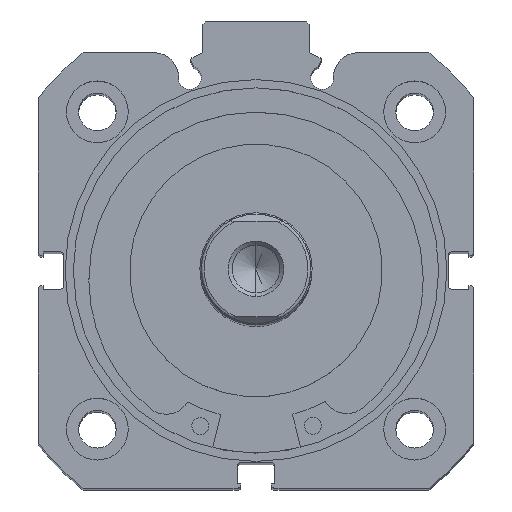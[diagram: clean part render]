
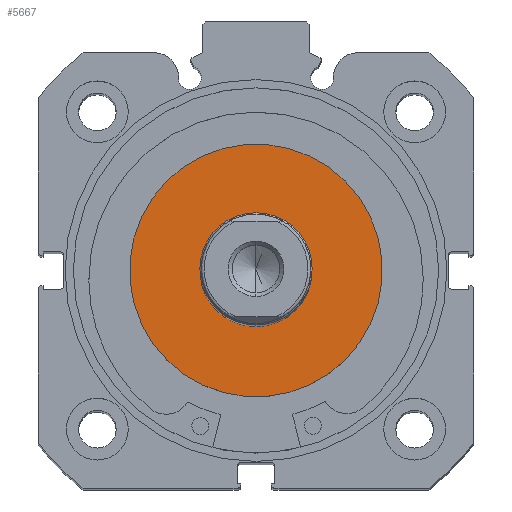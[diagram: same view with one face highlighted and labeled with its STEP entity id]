
A CAD part, top view. The second image highlights one B-rep face of the part: STEP entity #5667.
In plain terms, the highlighted face is planar.
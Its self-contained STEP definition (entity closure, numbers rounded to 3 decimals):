
#1061 = ORIENTED_EDGE ( 'NONE', *, *, #5936, .F. ) ;
#1063 = ORIENTED_EDGE ( 'NONE', *, *, #6306, .F. ) ;
#1079 = ORIENTED_EDGE ( 'NONE', *, *, #5821, .T. ) ;
#1080 = ORIENTED_EDGE ( 'NONE', *, *, #6188, .T. ) ;
#1207 = EDGE_LOOP ( 'NONE', ( #1061, #1063 ) ) ;
#1211 = EDGE_LOOP ( 'NONE', ( #1080, #1079 ) ) ;
#1601 = FACE_OUTER_BOUND ( 'NONE', #1211, .T. ) ;
#1930 = CIRCLE ( 'NONE', #6809, 22.5 ) ;
#2052 = CIRCLE ( 'NONE', #6831, 10. ) ;
#2259 = CIRCLE ( 'NONE', #6902, 22.5 ) ;
#2427 = CIRCLE ( 'NONE', #6963, 10. ) ;
#3117 = CARTESIAN_POINT ( 'NONE',  ( 0., 0., 0. ) ) ;
#3119 = DIRECTION ( 'NONE',  ( -1., 0., 0. ) ) ;
#3120 = DIRECTION ( 'NONE',  ( 0., 0., 1. ) ) ;
#3152 = CARTESIAN_POINT ( 'NONE',  ( 0., 0., -22.5 ) ) ;
#3406 = CARTESIAN_POINT ( 'NONE',  ( 0., 0., 0. ) ) ;
#3413 = DIRECTION ( 'NONE',  ( -1., 0., 0. ) ) ;
#3414 = DIRECTION ( 'NONE',  ( 0., 0., 1. ) ) ;
#3928 = CARTESIAN_POINT ( 'NONE',  ( 0., 0., 22.5 ) ) ;
#4252 = CARTESIAN_POINT ( 'NONE',  ( 0., 22.5, 0. ) ) ;
#4253 = PLANE ( 'NONE',  #6656 ) ;
#4254 = DIRECTION ( 'NONE',  ( 1., 0., 0. ) ) ;
#4255 = DIRECTION ( 'NONE',  ( 0., 0., -1. ) ) ;
#4813 = CARTESIAN_POINT ( 'NONE',  ( 0., 0., 0. ) ) ;
#4815 = DIRECTION ( 'NONE',  ( -1., 0., 0. ) ) ;
#4816 = DIRECTION ( 'NONE',  ( 0., 0., 1. ) ) ;
#5065 = CARTESIAN_POINT ( 'NONE',  ( 0., 0., 0. ) ) ;
#5067 = DIRECTION ( 'NONE',  ( -1., 0., 0. ) ) ;
#5068 = DIRECTION ( 'NONE',  ( 0., 0., 1. ) ) ;
#5306 = CARTESIAN_POINT ( 'NONE',  ( 0., 0., 10. ) ) ;
#5358 = CARTESIAN_POINT ( 'NONE',  ( 0., 0., -10. ) ) ;
#5667 = ADVANCED_FACE ( 'NONE', ( #7151, #1601 ), #4253, .F. ) ;
#5821 = EDGE_CURVE ( 'NONE', #6204, #7083, #1930, .T. ) ;
#5936 = EDGE_CURVE ( 'NONE', #6061, #6085, #2052, .T. ) ;
#6061 = VERTEX_POINT ( 'NONE', #5306 ) ;
#6085 = VERTEX_POINT ( 'NONE', #5358 ) ;
#6188 = EDGE_CURVE ( 'NONE', #7083, #6204, #2259, .T. ) ;
#6204 = VERTEX_POINT ( 'NONE', #3152 ) ;
#6306 = EDGE_CURVE ( 'NONE', #6085, #6061, #2427, .T. ) ;
#6656 = AXIS2_PLACEMENT_3D ( 'NONE', #4252, #4254, #4255 ) ;
#6809 = AXIS2_PLACEMENT_3D ( 'NONE', #4813, #4815, #4816 ) ;
#6831 = AXIS2_PLACEMENT_3D ( 'NONE', #5065, #5067, #5068 ) ;
#6902 = AXIS2_PLACEMENT_3D ( 'NONE', #3117, #3119, #3120 ) ;
#6963 = AXIS2_PLACEMENT_3D ( 'NONE', #3406, #3413, #3414 ) ;
#7083 = VERTEX_POINT ( 'NONE', #3928 ) ;
#7151 = FACE_BOUND ( 'NONE', #1207, .T. ) ;
